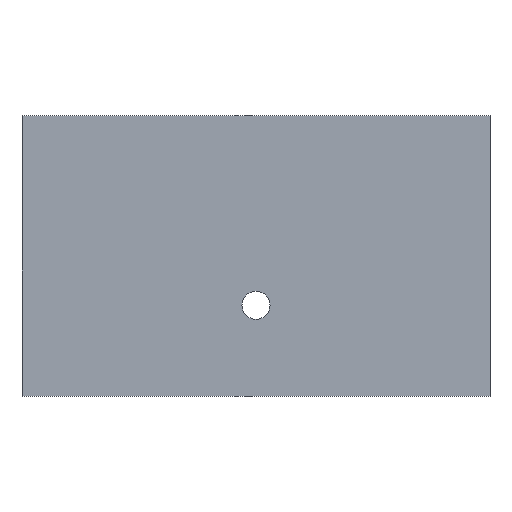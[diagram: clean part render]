
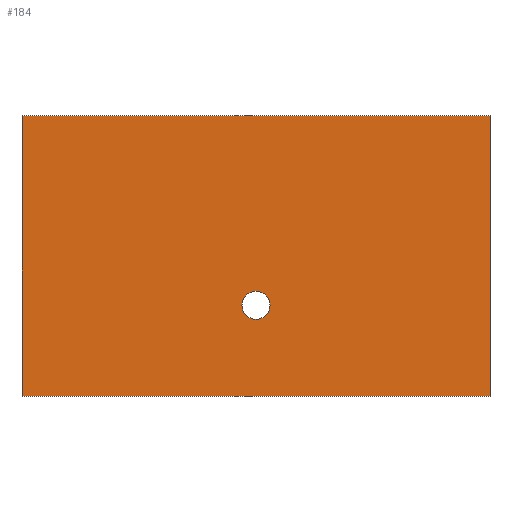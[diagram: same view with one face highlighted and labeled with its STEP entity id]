
A CAD part, top view. The second image highlights one B-rep face of the part: STEP entity #184.
In plain terms, the highlighted planar face has unit normal (0, 0, 1).
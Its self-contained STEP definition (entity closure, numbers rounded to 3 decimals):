
#5=DIRECTION('',(0.,-1.,0.));
#6=VECTOR('',#5,60.);
#7=CARTESIAN_POINT('',(0.,60.,0.));
#8=LINE('',#7,#6);
#17=DIRECTION('',(-1.,0.,0.));
#18=VECTOR('',#17,100.);
#19=CARTESIAN_POINT('',(0.,0.,0.));
#20=LINE('',#19,#18);
#39=DIRECTION('',(-1.,0.,0.));
#40=VECTOR('',#39,100.);
#41=CARTESIAN_POINT('',(0.,60.,0.));
#42=LINE('',#41,#40);
#43=CARTESIAN_POINT('',(-50.,19.47,0.));
#44=DIRECTION('',(0.,0.,1.));
#45=DIRECTION('',(1.,0.,0.));
#46=AXIS2_PLACEMENT_3D('',#43,#44,#45);
#48=CARTESIAN_POINT('',(-50.,19.47,0.));
#49=DIRECTION('',(0.,0.,1.));
#50=DIRECTION('',(-1.,0.,0.));
#51=AXIS2_PLACEMENT_3D('',#48,#49,#50);
#65=DIRECTION('',(0.,-1.,0.));
#66=VECTOR('',#65,60.);
#67=CARTESIAN_POINT('',(-100.,60.,0.));
#68=LINE('',#67,#66);
#77=CARTESIAN_POINT('',(0.,0.,0.));
#79=VERTEX_POINT('',#77);
#83=CARTESIAN_POINT('',(0.,60.,0.));
#84=VERTEX_POINT('',#83);
#85=CARTESIAN_POINT('',(-100.,0.,0.));
#87=VERTEX_POINT('',#85);
#91=CARTESIAN_POINT('',(-100.,60.,0.));
#92=VERTEX_POINT('',#91);
#97=CARTESIAN_POINT('',(-47.,19.47,0.));
#98=CARTESIAN_POINT('',(-53.,19.47,0.));
#99=VERTEX_POINT('',#97);
#100=VERTEX_POINT('',#98);
#166=CARTESIAN_POINT('',(0.,60.,0.));
#167=DIRECTION('',(0.,0.,1.));
#168=DIRECTION('',(0.,-1.,0.));
#169=AXIS2_PLACEMENT_3D('',#166,#167,#168);
#170=PLANE('',#169);
#171=ORIENTED_EDGE('',*,*,#108,.T.);
#172=ORIENTED_EDGE('',*,*,#127,.T.);
#174=ORIENTED_EDGE('',*,*,#173,.F.);
#175=ORIENTED_EDGE('',*,*,#158,.F.);
#176=EDGE_LOOP('',(#171,#172,#174,#175));
#177=FACE_OUTER_BOUND('',#176,.F.);
#179=ORIENTED_EDGE('',*,*,#178,.T.);
#181=ORIENTED_EDGE('',*,*,#180,.T.);
#182=EDGE_LOOP('',(#179,#181));
#183=FACE_BOUND('',#182,.F.);
#184=ADVANCED_FACE('',(#177,#183),#170,.T.);
#47=CIRCLE('',#46,3.);
#52=CIRCLE('',#51,3.);
#108=EDGE_CURVE('',#84,#79,#8,.T.);
#127=EDGE_CURVE('',#79,#87,#20,.T.);
#158=EDGE_CURVE('',#84,#92,#42,.T.);
#173=EDGE_CURVE('',#92,#87,#68,.T.);
#178=EDGE_CURVE('',#99,#100,#47,.T.);
#180=EDGE_CURVE('',#100,#99,#52,.T.);
